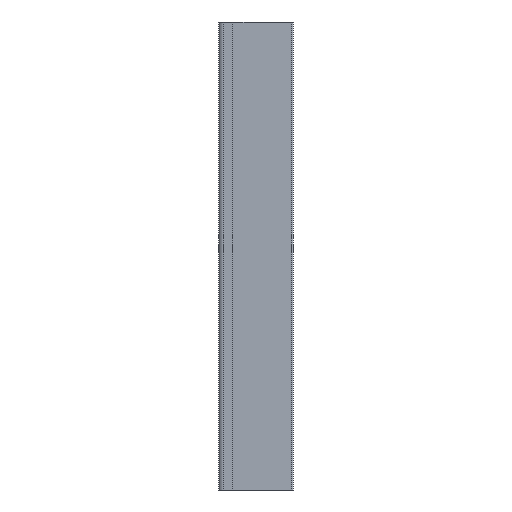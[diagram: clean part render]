
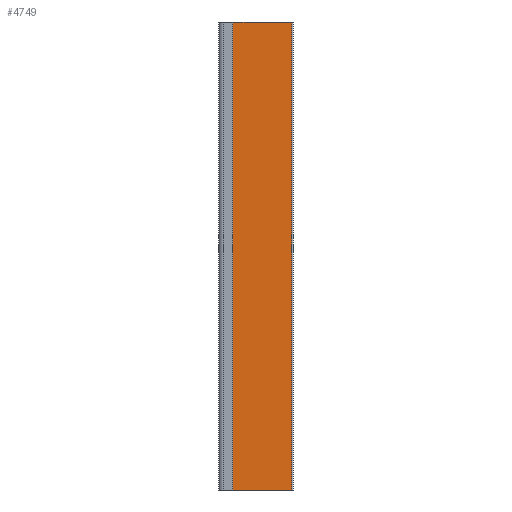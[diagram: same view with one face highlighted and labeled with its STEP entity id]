
A CAD part, left-side view. The second image highlights one B-rep face of the part: STEP entity #4749.
In plain terms, the highlighted planar face has unit normal (-1, 0, 0).
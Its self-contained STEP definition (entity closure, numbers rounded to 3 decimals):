
#507=FACE_OUTER_BOUND('',#745,.T.);
#745=EDGE_LOOP('',(#3769,#3770,#3771,#3772));
#1230=LINE('',#7794,#1742);
#1231=LINE('',#7798,#1743);
#1232=LINE('',#7800,#1744);
#1233=LINE('',#7801,#1745);
#1742=VECTOR('',#6358,10.);
#1743=VECTOR('',#6363,10.);
#1744=VECTOR('',#6364,10.);
#1745=VECTOR('',#6365,10.);
#2211=VERTEX_POINT('',#7791);
#2212=VERTEX_POINT('',#7793);
#2213=VERTEX_POINT('',#7797);
#2214=VERTEX_POINT('',#7799);
#2871=EDGE_CURVE('',#2212,#2211,#1230,.T.);
#2873=EDGE_CURVE('',#2213,#2211,#1231,.T.);
#2874=EDGE_CURVE('',#2214,#2213,#1232,.T.);
#2875=EDGE_CURVE('',#2212,#2214,#1233,.T.);
#3769=ORIENTED_EDGE('',*,*,#2871,.T.);
#3770=ORIENTED_EDGE('',*,*,#2873,.F.);
#3771=ORIENTED_EDGE('',*,*,#2874,.F.);
#3772=ORIENTED_EDGE('',*,*,#2875,.F.);
#4536=PLANE('',#5153);
#4749=ADVANCED_FACE('',(#507),#4536,.T.);
#5153=AXIS2_PLACEMENT_3D('',#7796,#6361,#6362);
#6358=DIRECTION('',(0.,0.,1.));
#6361=DIRECTION('center_axis',(-1.,0.,0.));
#6362=DIRECTION('ref_axis',(0.,-1.,0.));
#6363=DIRECTION('',(0.,-1.,0.));
#6364=DIRECTION('',(0.,0.,1.));
#6365=DIRECTION('',(0.,1.,0.));
#7791=CARTESIAN_POINT('',(-100.,-38.,250.));
#7793=CARTESIAN_POINT('',(-100.,-38.,-250.));
#7794=CARTESIAN_POINT('',(-100.,-38.,0.));
#7796=CARTESIAN_POINT('Origin',(-100.,24.7,0.));
#7797=CARTESIAN_POINT('',(-100.,24.7,250.));
#7798=CARTESIAN_POINT('',(-100.,24.7,250.));
#7799=CARTESIAN_POINT('',(-100.,24.7,-250.));
#7800=CARTESIAN_POINT('',(-100.,24.7,0.));
#7801=CARTESIAN_POINT('',(-100.,24.7,-250.));
